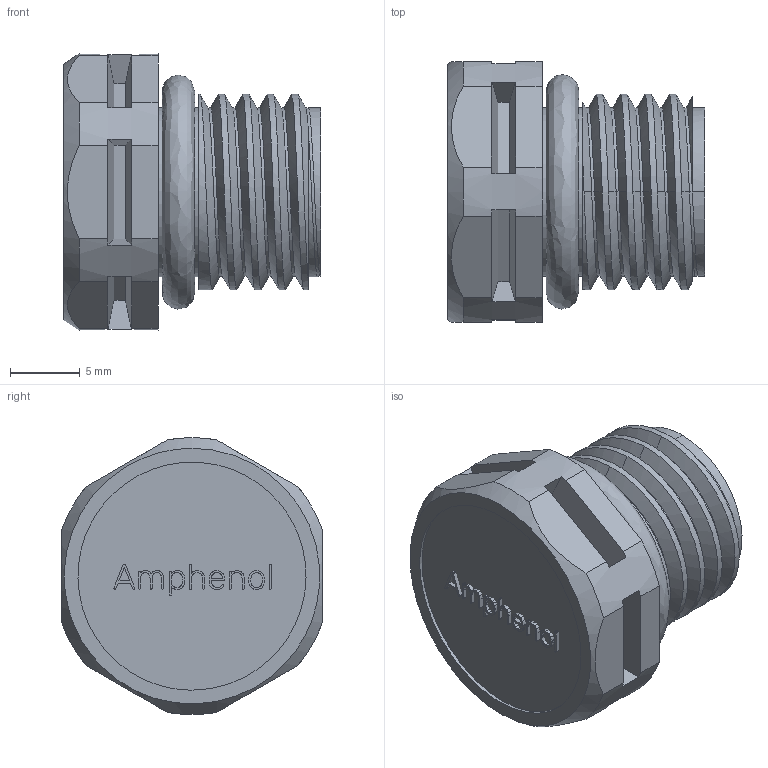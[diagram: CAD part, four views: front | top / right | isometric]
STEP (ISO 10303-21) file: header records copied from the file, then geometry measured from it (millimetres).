
FILE_DESCRIPTION(('FreeCAD Model'),'2;1');
FILE_NAME('Open CASCADE Shape Model','2025-05-04T18:55:19',('FreeCAD'),( 'FreeCAD'),'Open CASCADE STEP processor 7.6','FreeCAD','Unknown');
FILE_SCHEMA(('AUTOMOTIVE_DESIGN { 1 0 10303 214 1 1 1 1 }'));
Length unit declared in the file: millimetre
Products named in the file (1): Open CASCADE STEP translator 7.6 1
Bounding box: 18.45 x 18.64 x 19.79 mm (x, y, z)
Volume: 2698.1 mm3; surface area: 2619 mm2
Topology: 10 solids, 10 shells, 350 faces, 973 edges, 645 vertices
Faces by surface type: bspline 350
Entity records: 12288 total; most frequent: CARTESIAN_POINT 6342, ORIENTED_EDGE 1946, EDGE_CURVE 973, B_SPLINE_CURVE_WITH_KNOTS 937, VERTEX_POINT 645, FACE_BOUND 362, EDGE_LOOP 362, ADVANCED_FACE 350
